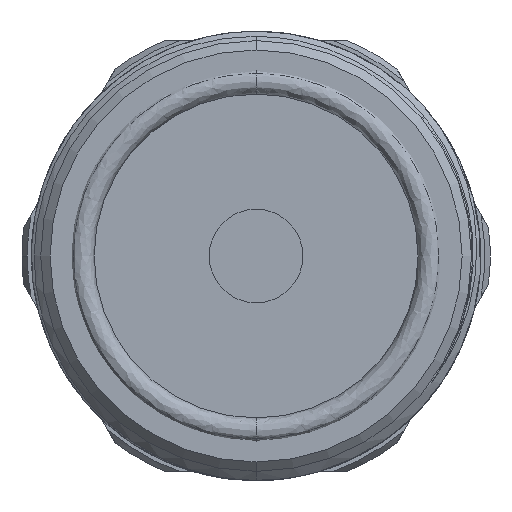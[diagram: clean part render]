
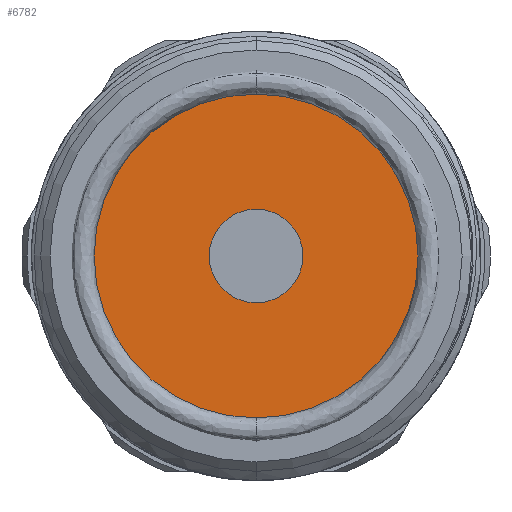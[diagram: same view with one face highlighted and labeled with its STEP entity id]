
A CAD part, front view. The second image highlights one B-rep face of the part: STEP entity #6782.
In plain terms, the highlighted planar face has unit normal (0, -1, 0).
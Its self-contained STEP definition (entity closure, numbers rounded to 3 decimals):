
#117 = EDGE_CURVE ( 'NONE', #2306, #5024, #7060, .T. ) ;
#191 = EDGE_LOOP ( 'NONE', ( #3005, #3103 ) ) ;
#472 = EDGE_CURVE ( 'NONE', #2553, #6519, #994, .T. ) ;
#474 = CARTESIAN_POINT ( 'NONE',  ( 0., 6.5, 0. ) ) ;
#633 = DIRECTION ( 'NONE',  ( 0., 1., 0. ) ) ;
#994 = CIRCLE ( 'NONE', #2604, 5. ) ;
#1019 = AXIS2_PLACEMENT_3D ( 'NONE', #2666, #2691, #2704 ) ;
#1064 = DIRECTION ( 'NONE',  ( 0., 0., -1. ) ) ;
#1165 = PLANE ( 'NONE',  #3044 ) ;
#1552 = CARTESIAN_POINT ( 'NONE',  ( 0., 6.5, 5. ) ) ;
#1646 = DIRECTION ( 'NONE',  ( 0., 1., 0. ) ) ;
#1753 = DIRECTION ( 'NONE',  ( 0., 1., 0. ) ) ;
#2033 = ORIENTED_EDGE ( 'NONE', *, *, #2868, .T. ) ;
#2086 = ORIENTED_EDGE ( 'NONE', *, *, #472, .T. ) ;
#2306 = VERTEX_POINT ( 'NONE', #5004 ) ;
#2553 = VERTEX_POINT ( 'NONE', #1552 ) ;
#2604 = AXIS2_PLACEMENT_3D ( 'NONE', #5739, #1646, #1064 ) ;
#2666 = CARTESIAN_POINT ( 'NONE',  ( 0., 6.5, 0. ) ) ;
#2679 = EDGE_CURVE ( 'NONE', #5024, #2306, #4764, .T. ) ;
#2691 = DIRECTION ( 'NONE',  ( 0., 1., 0. ) ) ;
#2704 = DIRECTION ( 'NONE',  ( 0., 0., -1. ) ) ;
#2868 = EDGE_CURVE ( 'NONE', #6519, #2553, #4115, .T. ) ;
#2900 = DIRECTION ( 'NONE',  ( 0., -1., 0. ) ) ;
#3005 = ORIENTED_EDGE ( 'NONE', *, *, #2679, .F. ) ;
#3017 = AXIS2_PLACEMENT_3D ( 'NONE', #474, #633, #5839 ) ;
#3044 = AXIS2_PLACEMENT_3D ( 'NONE', #4061, #2900, #5245 ) ;
#3103 = ORIENTED_EDGE ( 'NONE', *, *, #117, .F. ) ;
#3370 = FACE_OUTER_BOUND ( 'NONE', #191, .T. ) ;
#3834 = FACE_BOUND ( 'NONE', #5908, .T. ) ;
#4051 = AXIS2_PLACEMENT_3D ( 'NONE', #5183, #1753, #7498 ) ;
#4061 = CARTESIAN_POINT ( 'NONE',  ( 0., 6.5, 0. ) ) ;
#4115 = CIRCLE ( 'NONE', #1019, 5. ) ;
#4764 = CIRCLE ( 'NONE', #4051, 19.5 ) ;
#5004 = CARTESIAN_POINT ( 'NONE',  ( 0., 6.5, -19.5 ) ) ;
#5024 = VERTEX_POINT ( 'NONE', #5133 ) ;
#5133 = CARTESIAN_POINT ( 'NONE',  ( 0., 6.5, 19.5 ) ) ;
#5183 = CARTESIAN_POINT ( 'NONE',  ( 0., 6.5, 0. ) ) ;
#5245 = DIRECTION ( 'NONE',  ( 0., 0., -1. ) ) ;
#5739 = CARTESIAN_POINT ( 'NONE',  ( 0., 6.5, 0. ) ) ;
#5839 = DIRECTION ( 'NONE',  ( 0., 0., -1. ) ) ;
#5908 = EDGE_LOOP ( 'NONE', ( #2033, #2086 ) ) ;
#6323 = CARTESIAN_POINT ( 'NONE',  ( 0., 6.5, -5. ) ) ;
#6519 = VERTEX_POINT ( 'NONE', #6323 ) ;
#6782 = ADVANCED_FACE ( 'NONE', ( #3834, #3370 ), #1165, .T. ) ;
#7060 = CIRCLE ( 'NONE', #3017, 19.5 ) ;
#7498 = DIRECTION ( 'NONE',  ( 0., 0., -1. ) ) ;
